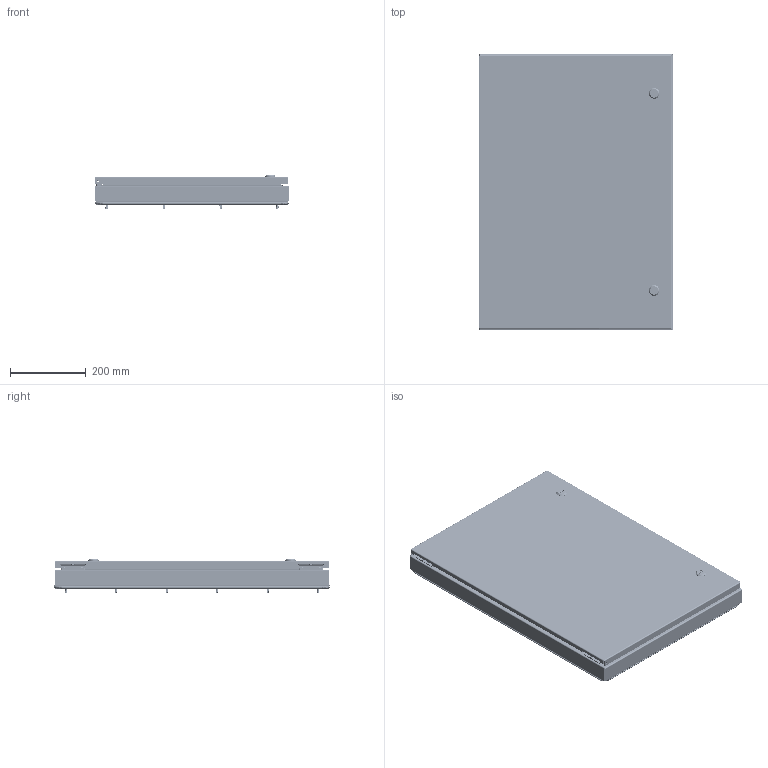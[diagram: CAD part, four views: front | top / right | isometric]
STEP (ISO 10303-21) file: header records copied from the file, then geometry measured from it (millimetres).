
FILE_DESCRIPTION(/* description */ ('DEEP HINGED, CS, N4, WDW KIT, TUB, 28.75X20.25X2.75'),/* implementation_level */ '2;1');
FILE_NAME(/* name */ 'WADW292002BC.stp',/* time_stamp */ '2017-04-27T19:50:11+05:00',/* author */ ('vdas'),/* organization */ (''),/* preprocessor_version */ 'ST-DEVELOPER v16.1',/* originating_system */ 'Autodesk Inventor 2016',/* authorisation */ '');
FILE_SCHEMA (('AUTOMOTIVE_DESIGN { 1 0 10303 214 3 1 1 }'));
Length unit declared in the file: inch
Products named in the file (23): WADW292002BKP; HFW3161; 17376 PIN; 17380 SCREW; 17723 BOX LEAF; 17723-UTI BRACKET; 17910 SEALING WASHER; HFW328176; WADW2920FIP-BKP; WADW2920BCLID; 1000-14_prt; 1000-24_prt; 1000-318; 1000-03; 1000-277-01; 1000-u142_asm; HFW328175; WADW2920FIP-LID; 31433; 38846; 1000-u155_asm; 35124; WADW292002BC
Assembly tree (43 placements, depth 4):
  WADW292002BC
    WADW292002BKP
    HFW3161  x2
    HFW328176  x2
      17376 PIN
      17380 SCREW
      17723 BOX LEAF
      17723-UTI BRACKET
      17910 SEALING WASHER
    WADW2920FIP-BKP
    WADW2920BCLID
    35124  x2
      1000-u155_asm
      1000-14_prt
      1000-24_prt
      1000-u142_asm
        1000-318
        1000-03
        1000-277-01
    HFW328175  x2
    WADW2920FIP-LID
    31433  x16
    38846
Bounding box: 514.35 x 730.25 x 88.92 mm (x, y, z)
Volume: 1841814.9 mm3; surface area: 1643516.4 mm2
Topology: 51 solids, 59 shells, 2328 faces, 5728 edges, 3569 vertices
Faces by surface type: cylinder 952, plane 833, bspline 246, cone 217, torus 72, sphere 8
Full cylindrical faces by diameter (mm): 2.362 x4, 3.175 x2, 3.317 x68, 3.861 x4, 3.962 x2, 4.166 x68, 4.25 x4, 4.366 x4, 4.572 x4, 4.762 x2, 4.775 x4, 5 x2, 6 x2, 6.325 x16, 6.35 x201, 6.502 x4, 7.938 x16, 8.118 x16, 8.128 x4, 8.56 x1, 9.144 x4, 9.9 x2, 10 x4, 10.2 x2, 11.05 x2, 12.8 x2, 13.5 x2, 15.2 x2, 15.8 x2, 16.1 x4
Entity records: 38623 total; most frequent: CARTESIAN_POINT 15274, DIRECTION 4570, ORIENTED_EDGE 4376, EDGE_CURVE 2189, AXIS2_PLACEMENT_3D 1689, VERTEX_POINT 1418, EDGE_LOOP 1261, LINE 1192
